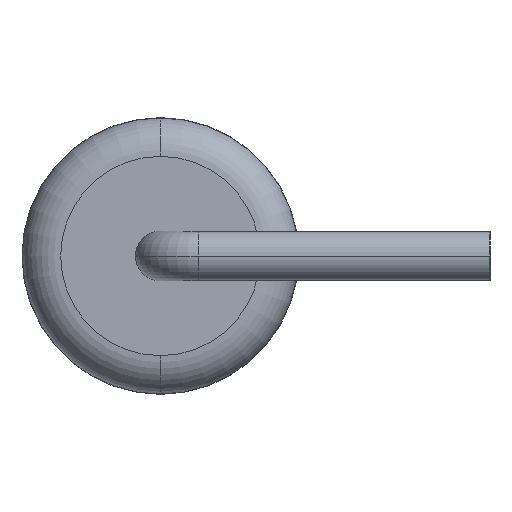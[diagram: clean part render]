
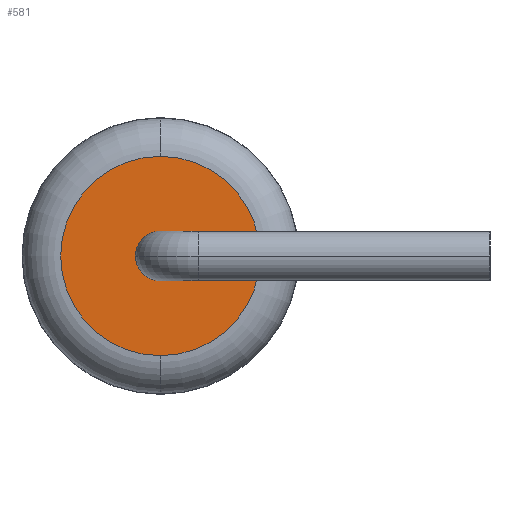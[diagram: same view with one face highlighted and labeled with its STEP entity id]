
A CAD part, left-side view. The second image highlights one B-rep face of the part: STEP entity #581.
In plain terms, the highlighted planar face has unit normal (-1, 0, 0).
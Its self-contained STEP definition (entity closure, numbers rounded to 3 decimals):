
#13 = CIRCLE ( 'NONE', #525, 1.3 ) ;
#36 = PLANE ( 'NONE',  #90 ) ;
#52 = EDGE_CURVE ( 'NONE', #644, #803, #642, .T. ) ;
#90 = AXIS2_PLACEMENT_3D ( 'NONE', #731, #742, #381 ) ;
#92 = ORIENTED_EDGE ( 'NONE', *, *, #891, .T. ) ;
#145 = CARTESIAN_POINT ( 'NONE',  ( -4.95, 2.3, -1.3 ) ) ;
#155 = CARTESIAN_POINT ( 'NONE',  ( -4.95, 2.3, 0. ) ) ;
#167 = CIRCLE ( 'NONE', #910, 0.325 ) ;
#177 = CARTESIAN_POINT ( 'NONE',  ( -4.95, 2.3, 0. ) ) ;
#192 = ORIENTED_EDGE ( 'NONE', *, *, #438, .F. ) ;
#279 = EDGE_LOOP ( 'NONE', ( #192, #454 ) ) ;
#317 = FACE_OUTER_BOUND ( 'NONE', #535, .T. ) ;
#357 = CARTESIAN_POINT ( 'NONE',  ( -4.95, 2.3, 1.3 ) ) ;
#381 = DIRECTION ( 'NONE',  ( 0., 0., -1. ) ) ;
#438 = EDGE_CURVE ( 'NONE', #803, #644, #167, .T. ) ;
#446 = AXIS2_PLACEMENT_3D ( 'NONE', #866, #851, #747 ) ;
#454 = ORIENTED_EDGE ( 'NONE', *, *, #52, .F. ) ;
#458 = DIRECTION ( 'NONE',  ( -1., 0., 0. ) ) ;
#482 = DIRECTION ( 'NONE',  ( 0., 0., 1. ) ) ;
#525 = AXIS2_PLACEMENT_3D ( 'NONE', #1052, #764, #482 ) ;
#534 = DIRECTION ( 'NONE',  ( 0., 0., 1. ) ) ;
#535 = EDGE_LOOP ( 'NONE', ( #640, #92 ) ) ;
#572 = CARTESIAN_POINT ( 'NONE',  ( -4.95, 2.3, -0.325 ) ) ;
#581 = ADVANCED_FACE ( 'NONE', ( #792, #317 ), #36, .F. ) ;
#626 = DIRECTION ( 'NONE',  ( 0., 0., -1. ) ) ;
#640 = ORIENTED_EDGE ( 'NONE', *, *, #715, .T. ) ;
#642 = CIRCLE ( 'NONE', #446, 0.325 ) ;
#644 = VERTEX_POINT ( 'NONE', #572 ) ;
#671 = VERTEX_POINT ( 'NONE', #357 ) ;
#690 = CIRCLE ( 'NONE', #1133, 1.3 ) ;
#715 = EDGE_CURVE ( 'NONE', #671, #1116, #690, .T. ) ;
#717 = DIRECTION ( 'NONE',  ( -1., 0., 0. ) ) ;
#731 = CARTESIAN_POINT ( 'NONE',  ( -4.95, 2.3, 0. ) ) ;
#742 = DIRECTION ( 'NONE',  ( 1., 0., 0. ) ) ;
#747 = DIRECTION ( 'NONE',  ( 0., 0., -1. ) ) ;
#764 = DIRECTION ( 'NONE',  ( -1., 0., 0. ) ) ;
#792 = FACE_BOUND ( 'NONE', #279, .T. ) ;
#803 = VERTEX_POINT ( 'NONE', #820 ) ;
#820 = CARTESIAN_POINT ( 'NONE',  ( -4.95, 2.3, 0.325 ) ) ;
#851 = DIRECTION ( 'NONE',  ( -1., 0., 0. ) ) ;
#866 = CARTESIAN_POINT ( 'NONE',  ( -4.95, 2.3, 0. ) ) ;
#891 = EDGE_CURVE ( 'NONE', #1116, #671, #13, .T. ) ;
#910 = AXIS2_PLACEMENT_3D ( 'NONE', #177, #458, #626 ) ;
#1052 = CARTESIAN_POINT ( 'NONE',  ( -4.95, 2.3, 0. ) ) ;
#1116 = VERTEX_POINT ( 'NONE', #145 ) ;
#1133 = AXIS2_PLACEMENT_3D ( 'NONE', #155, #717, #534 ) ;
